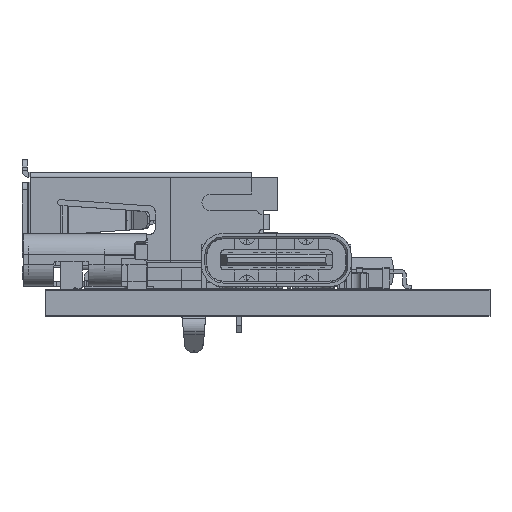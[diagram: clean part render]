
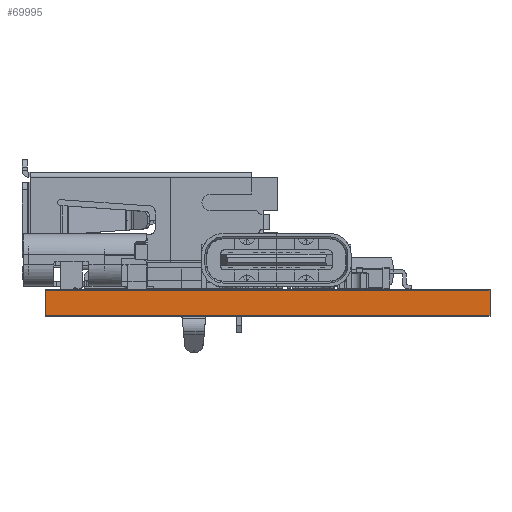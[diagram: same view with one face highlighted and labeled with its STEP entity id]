
A CAD part, left-side view. The second image highlights one B-rep face of the part: STEP entity #69995.
In plain terms, the highlighted planar face has unit normal (-1, 0, 0).
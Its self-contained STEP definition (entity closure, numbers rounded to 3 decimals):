
#68246 = VERTEX_POINT('',#68247);
#68247 = CARTESIAN_POINT('',(81.3,-52.6,0.));
#68253 = EDGE_CURVE('',#68254,#68246,#68256,.T.);
#68254 = VERTEX_POINT('',#68255);
#68255 = CARTESIAN_POINT('',(81.3,-79.2,0.));
#68256 = LINE('',#68257,#68258);
#68257 = CARTESIAN_POINT('',(81.3,-79.2,0.));
#68258 = VECTOR('',#68259,1.);
#68259 = DIRECTION('',(0.,1.,0.));
#69107 = VERTEX_POINT('',#69108);
#69108 = CARTESIAN_POINT('',(81.3,-52.6,1.51));
#69114 = EDGE_CURVE('',#69115,#69107,#69117,.T.);
#69115 = VERTEX_POINT('',#69116);
#69116 = CARTESIAN_POINT('',(81.3,-79.2,1.51));
#69117 = LINE('',#69118,#69119);
#69118 = CARTESIAN_POINT('',(81.3,-79.2,1.51));
#69119 = VECTOR('',#69120,1.);
#69120 = DIRECTION('',(0.,1.,0.));
#69965 = EDGE_CURVE('',#68246,#69107,#69966,.T.);
#69966 = LINE('',#69967,#69968);
#69967 = CARTESIAN_POINT('',(81.3,-52.6,0.));
#69968 = VECTOR('',#69969,1.);
#69969 = DIRECTION('',(0.,0.,1.));
#69984 = EDGE_CURVE('',#68254,#69115,#69985,.T.);
#69985 = LINE('',#69986,#69987);
#69986 = CARTESIAN_POINT('',(81.3,-79.2,0.));
#69987 = VECTOR('',#69988,1.);
#69988 = DIRECTION('',(0.,0.,1.));
#69995 = ADVANCED_FACE('',(#69996),#70002,.T.);
#69996 = FACE_BOUND('',#69997,.T.);
#69997 = EDGE_LOOP('',(#69998,#69999,#70000,#70001));
#69998 = ORIENTED_EDGE('',*,*,#69984,.T.);
#69999 = ORIENTED_EDGE('',*,*,#69114,.T.);
#70000 = ORIENTED_EDGE('',*,*,#69965,.F.);
#70001 = ORIENTED_EDGE('',*,*,#68253,.F.);
#70002 = PLANE('',#70003);
#70003 = AXIS2_PLACEMENT_3D('',#70004,#70005,#70006);
#70004 = CARTESIAN_POINT('',(81.3,-79.2,0.));
#70005 = DIRECTION('',(-1.,0.,0.));
#70006 = DIRECTION('',(0.,1.,0.));
